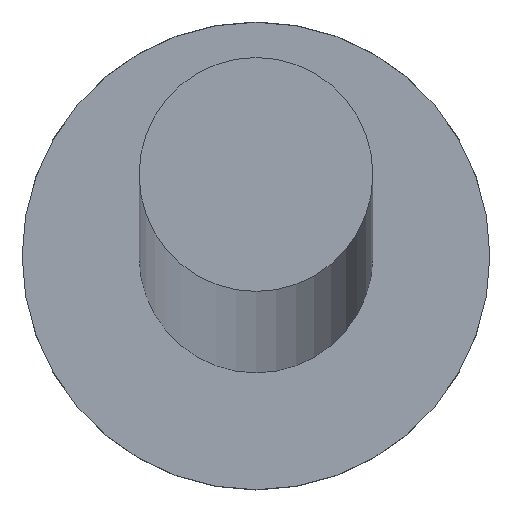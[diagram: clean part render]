
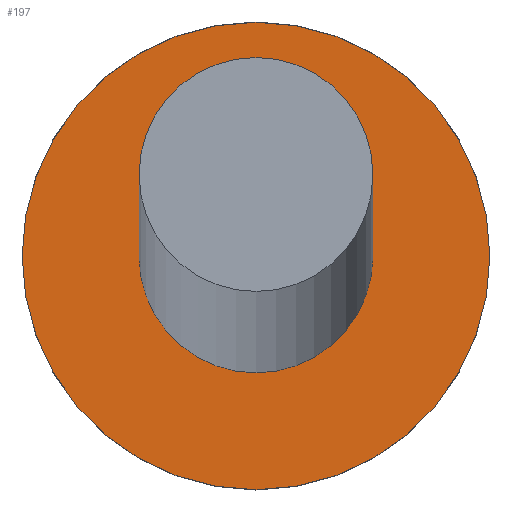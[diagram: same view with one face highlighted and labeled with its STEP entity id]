
A CAD part, top view. The second image highlights one B-rep face of the part: STEP entity #197.
In plain terms, the highlighted planar face has unit normal (0, 0, 1).
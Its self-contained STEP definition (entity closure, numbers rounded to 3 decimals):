
#14 = AXIS2_PLACEMENT_3D ( 'NONE', #222, #51, #206 ) ;
#22 = VERTEX_POINT ( 'NONE', #224 ) ;
#29 = DIRECTION ( 'NONE',  ( 0., 0., 1. ) ) ;
#32 = CARTESIAN_POINT ( 'NONE',  ( 0., 0., 3. ) ) ;
#33 = CARTESIAN_POINT ( 'NONE',  ( 0., 0., 3. ) ) ;
#34 = EDGE_CURVE ( 'NONE', #187, #200, #195, .T. ) ;
#36 = CIRCLE ( 'NONE', #102, 2.5 ) ;
#40 = ORIENTED_EDGE ( 'NONE', *, *, #235, .T. ) ;
#47 = DIRECTION ( 'NONE',  ( 1., 0., 0. ) ) ;
#48 = ORIENTED_EDGE ( 'NONE', *, *, #34, .T. ) ;
#51 = DIRECTION ( 'NONE',  ( 0., 0., 1. ) ) ;
#67 = EDGE_LOOP ( 'NONE', ( #40, #48 ) ) ;
#70 = DIRECTION ( 'NONE',  ( 0., 0., 1. ) ) ;
#74 = CARTESIAN_POINT ( 'NONE',  ( -5., 0., 3. ) ) ;
#79 = ORIENTED_EDGE ( 'NONE', *, *, #201, .F. ) ;
#89 = CARTESIAN_POINT ( 'NONE',  ( 0., 0., 3. ) ) ;
#94 = AXIS2_PLACEMENT_3D ( 'NONE', #89, #29, #174 ) ;
#102 = AXIS2_PLACEMENT_3D ( 'NONE', #32, #70, #155 ) ;
#103 = DIRECTION ( 'NONE',  ( 1., 0., 0. ) ) ;
#106 = CIRCLE ( 'NONE', #94, 5. ) ;
#111 = FACE_BOUND ( 'NONE', #171, .T. ) ;
#115 = FACE_OUTER_BOUND ( 'NONE', #67, .T. ) ;
#116 = PLANE ( 'NONE',  #14 ) ;
#117 = DIRECTION ( 'NONE',  ( 0., 0., 1. ) ) ;
#153 = DIRECTION ( 'NONE',  ( 0., 0., 1. ) ) ;
#155 = DIRECTION ( 'NONE',  ( 1., 0., 0. ) ) ;
#168 = AXIS2_PLACEMENT_3D ( 'NONE', #225, #153, #47 ) ;
#171 = EDGE_LOOP ( 'NONE', ( #79, #199 ) ) ;
#174 = DIRECTION ( 'NONE',  ( 1., 0., 0. ) ) ;
#178 = CIRCLE ( 'NONE', #168, 2.5 ) ;
#187 = VERTEX_POINT ( 'NONE', #237 ) ;
#191 = EDGE_CURVE ( 'NONE', #239, #22, #36, .T. ) ;
#195 = CIRCLE ( 'NONE', #247, 5. ) ;
#197 = ADVANCED_FACE ( 'NONE', ( #111, #115 ), #116, .T. ) ;
#199 = ORIENTED_EDGE ( 'NONE', *, *, #191, .F. ) ;
#200 = VERTEX_POINT ( 'NONE', #74 ) ;
#201 = EDGE_CURVE ( 'NONE', #22, #239, #178, .T. ) ;
#206 = DIRECTION ( 'NONE',  ( 1., 0., 0. ) ) ;
#222 = CARTESIAN_POINT ( 'NONE',  ( 0., 0., 3. ) ) ;
#224 = CARTESIAN_POINT ( 'NONE',  ( -2.5, 0., 3. ) ) ;
#225 = CARTESIAN_POINT ( 'NONE',  ( 0., 0., 3. ) ) ;
#234 = CARTESIAN_POINT ( 'NONE',  ( 2.5, 0., 3. ) ) ;
#235 = EDGE_CURVE ( 'NONE', #200, #187, #106, .T. ) ;
#237 = CARTESIAN_POINT ( 'NONE',  ( 5., 0., 3. ) ) ;
#239 = VERTEX_POINT ( 'NONE', #234 ) ;
#247 = AXIS2_PLACEMENT_3D ( 'NONE', #33, #117, #103 ) ;
